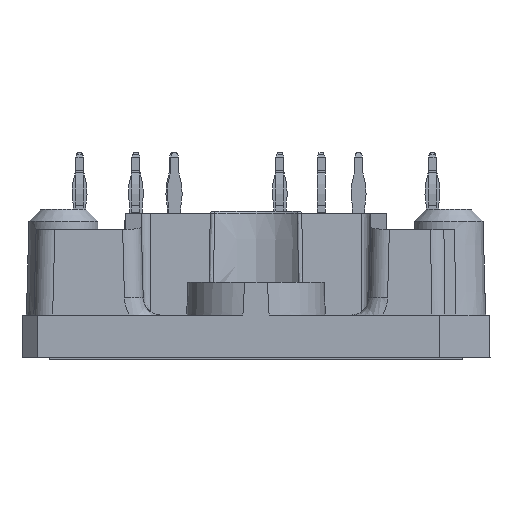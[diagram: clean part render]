
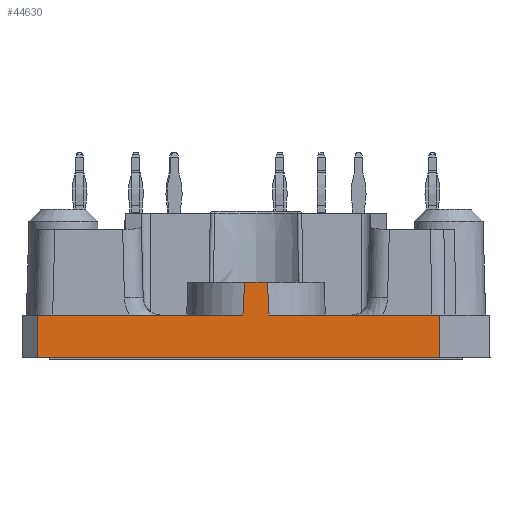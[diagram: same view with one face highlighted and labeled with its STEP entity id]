
A CAD part, left-side view. The second image highlights one B-rep face of the part: STEP entity #44630.
In plain terms, the highlighted planar face has unit normal (-1, 0, 0.018).
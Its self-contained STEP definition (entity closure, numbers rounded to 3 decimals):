
#2191=B_SPLINE_CURVE_WITH_KNOTS('',3,(#61413,#61414,#61415,#61416),
 .UNSPECIFIED.,.F.,.F.,(4,4),(0.,0.003),.UNSPECIFIED.);
#2194=B_SPLINE_CURVE_WITH_KNOTS('',3,(#61434,#61435,#61436,#61437),
 .UNSPECIFIED.,.F.,.F.,(4,4),(0.,0.003),.UNSPECIFIED.);
#4524=ORIENTED_EDGE('',*,*,#13436,.F.);
#4525=ORIENTED_EDGE('',*,*,#13553,.T.);
#4526=ORIENTED_EDGE('',*,*,#13490,.T.);
#4527=ORIENTED_EDGE('',*,*,#13554,.T.);
#4528=ORIENTED_EDGE('',*,*,#13413,.F.);
#4529=ORIENTED_EDGE('',*,*,#13295,.T.);
#4530=ORIENTED_EDGE('',*,*,#13327,.T.);
#4531=ORIENTED_EDGE('',*,*,#13301,.F.);
#13295=EDGE_CURVE('',#17839,#17838,#2191,.T.);
#13301=EDGE_CURVE('',#17843,#17844,#2194,.T.);
#13327=EDGE_CURVE('',#17838,#17844,#21085,.F.);
#13413=EDGE_CURVE('',#17839,#17930,#21122,.F.);
#13436=EDGE_CURVE('',#17948,#17843,#21138,.F.);
#13490=EDGE_CURVE('',#17997,#17996,#21164,.F.);
#13553=EDGE_CURVE('',#17948,#17997,#21212,.F.);
#13554=EDGE_CURVE('',#17996,#17930,#21213,.F.);
#17838=VERTEX_POINT('',#61412);
#17839=VERTEX_POINT('',#61417);
#17843=VERTEX_POINT('',#61433);
#17844=VERTEX_POINT('',#61438);
#17930=VERTEX_POINT('',#61777);
#17948=VERTEX_POINT('',#61827);
#17996=VERTEX_POINT('',#61938);
#17997=VERTEX_POINT('',#61940);
#21085=LINE('',#61516,#24461);
#21122=LINE('',#61776,#24498);
#21138=LINE('',#61828,#24514);
#21164=LINE('',#61939,#24540);
#21212=LINE('',#62065,#24588);
#21213=LINE('',#62066,#24589);
#24461=VECTOR('',#51540,1000.);
#24498=VECTOR('',#51659,1000.);
#24514=VECTOR('',#51691,1000.);
#24540=VECTOR('',#51773,1000.);
#24588=VECTOR('',#51877,1000.);
#24589=VECTOR('',#51878,1000.);
#27515=EDGE_LOOP('',(#4524,#4525,#4526,#4527,#4528,#4529,#4530,#4531));
#29413=FACE_BOUND('',#27515,.T.);
#31059=PLANE('',#46871);
#44630=ADVANCED_FACE('',(#29413),#31059,.T.);
#46871=AXIS2_PLACEMENT_3D('',#62064,#51875,#51876);
#51540=DIRECTION('',(0.,-1.,0.));
#51659=DIRECTION('',(0.,1.,0.));
#51691=DIRECTION('',(0.,1.,0.));
#51773=DIRECTION('',(0.,1.,0.));
#51875=DIRECTION('',(-1.,0.,0.017));
#51876=DIRECTION('',(0.017,0.,1.));
#51877=DIRECTION('',(0.017,-0.017,1.));
#51878=DIRECTION('',(-0.017,-0.007,-1.));
#61412=CARTESIAN_POINT('',(-40.895,-0.913,6.));
#61413=CARTESIAN_POINT('',(-40.941,-1.044,3.4));
#61414=CARTESIAN_POINT('',(-40.926,-1.003,4.267));
#61415=CARTESIAN_POINT('',(-40.91,-0.959,5.133));
#61416=CARTESIAN_POINT('',(-40.895,-0.913,6.));
#61417=CARTESIAN_POINT('',(-40.941,-1.044,3.4));
#61433=CARTESIAN_POINT('',(-40.941,1.044,3.4));
#61434=CARTESIAN_POINT('',(-40.941,1.044,3.4));
#61435=CARTESIAN_POINT('',(-40.926,1.003,4.267));
#61436=CARTESIAN_POINT('',(-40.91,0.959,5.133));
#61437=CARTESIAN_POINT('',(-40.895,0.913,6.));
#61438=CARTESIAN_POINT('',(-40.895,0.913,6.));
#61516=CARTESIAN_POINT('',(-40.895,0.,6.));
#61776=CARTESIAN_POINT('',(-40.941,0.,3.4));
#61777=CARTESIAN_POINT('',(-40.941,-14.675,3.4));
#61827=CARTESIAN_POINT('',(-40.941,17.43,3.4));
#61828=CARTESIAN_POINT('',(-40.941,0.,3.4));
#61938=CARTESIAN_POINT('',(-41.,-14.7,0.));
#61939=CARTESIAN_POINT('',(-41.,0.,0.));
#61940=CARTESIAN_POINT('',(-41.,17.49,0.));
#62064=CARTESIAN_POINT('',(-41.,0.,0.));
#62065=CARTESIAN_POINT('',(-40.995,17.484,0.305));
#62066=CARTESIAN_POINT('',(-40.998,-14.699,0.134));
